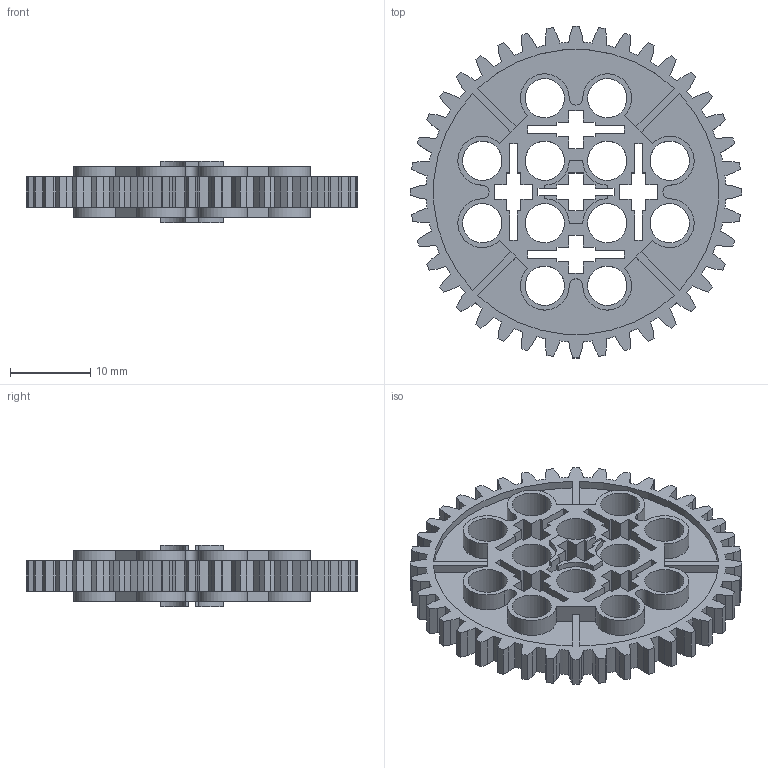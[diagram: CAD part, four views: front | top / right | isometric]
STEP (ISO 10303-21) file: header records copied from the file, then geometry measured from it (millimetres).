
FILE_DESCRIPTION((''),'1');
FILE_NAME('GEAR_40','2000-08-24T',('ujkopena'),(''),'PRO/ENGINEER BY PARAMETRIC TECHNOLOGY CORPORATION, 1999390','PRO/ENGINEER BY PARAMETRIC TECHNOLOGY CORPORATION, 1999390','');
FILE_SCHEMA(('CONFIG_CONTROL_DESIGN'));
Length unit declared in the file: metre
Products named in the file (1): GEAR_40
Bounding box: 41.44 x 41.44 x 7.72 mm (x, y, z)
Volume: 3148.9 mm3; surface area: 5841.3 mm2
Topology: 1 solids, 1 shells, 456 faces, 1356 edges, 904 vertices
Faces by surface type: plane 352, cylinder 104
Entity records: 15274 total; most frequent: CARTESIAN_POINT 2716, ORIENTED_EDGE 2712, DIRECTION 2476, EDGE_CURVE 1356, VECTOR 1148, LINE 1148, VERTEX_POINT 904, AXIS2_PLACEMENT_3D 664
